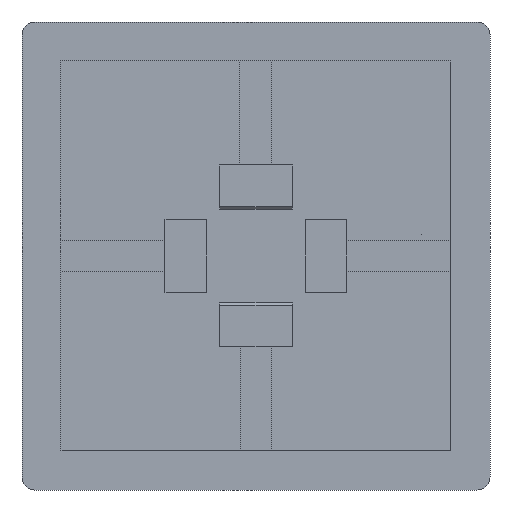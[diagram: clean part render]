
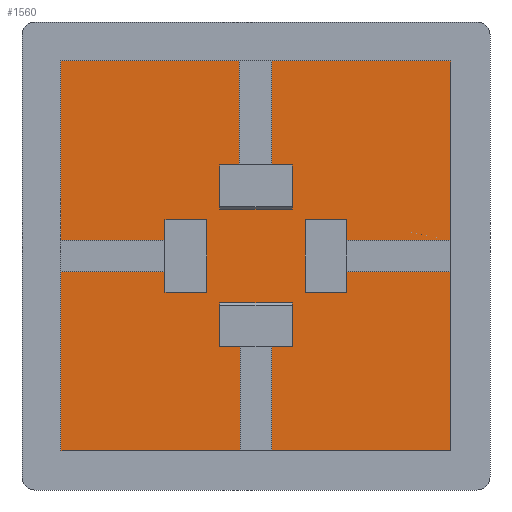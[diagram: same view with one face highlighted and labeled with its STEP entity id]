
A CAD part, front view. The second image highlights one B-rep face of the part: STEP entity #1560.
In plain terms, the highlighted planar face has unit normal (0, -1, 0).
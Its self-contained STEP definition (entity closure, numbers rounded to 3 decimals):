
#82=FACE_OUTER_BOUND('',#165,.T.);
#165=EDGE_LOOP('',(#1228,#1229,#1230,#1231,#1232,#1233,#1234,#1235,#1236,
#1237,#1238,#1239,#1240,#1241,#1242,#1243,#1244,#1245,#1246,#1247,#1248,
#1249,#1250,#1251,#1252,#1253,#1254,#1255,#1256,#1257,#1258,#1259,#1260,
#1261,#1262,#1263));
#293=LINE('',#2343,#502);
#297=LINE('',#2351,#506);
#300=LINE('',#2357,#509);
#304=LINE('',#2364,#513);
#306=LINE('',#2369,#515);
#310=LINE('',#2376,#519);
#311=LINE('',#2379,#520);
#315=LINE('',#2386,#524);
#316=LINE('',#2389,#525);
#317=LINE('',#2391,#526);
#318=LINE('',#2393,#527);
#319=LINE('',#2395,#528);
#320=LINE('',#2397,#529);
#321=LINE('',#2399,#530);
#322=LINE('',#2401,#531);
#323=LINE('',#2402,#532);
#324=LINE('',#2404,#533);
#325=LINE('',#2406,#534);
#326=LINE('',#2408,#535);
#327=LINE('',#2410,#536);
#328=LINE('',#2412,#537);
#329=LINE('',#2414,#538);
#330=LINE('',#2415,#539);
#331=LINE('',#2417,#540);
#332=LINE('',#2419,#541);
#333=LINE('',#2421,#542);
#334=LINE('',#2423,#543);
#335=LINE('',#2425,#544);
#336=LINE('',#2427,#545);
#337=LINE('',#2428,#546);
#338=LINE('',#2430,#547);
#339=LINE('',#2432,#548);
#340=LINE('',#2434,#549);
#341=LINE('',#2436,#550);
#342=LINE('',#2438,#551);
#343=LINE('',#2439,#552);
#502=VECTOR('',#1870,6.9);
#506=VECTOR('',#1874,6.9);
#509=VECTOR('',#1879,6.9);
#513=VECTOR('',#1883,6.9);
#515=VECTOR('',#1887,6.849);
#519=VECTOR('',#1891,6.9);
#520=VECTOR('',#1894,6.9);
#524=VECTOR('',#1898,6.9);
#525=VECTOR('',#1901,4.);
#526=VECTOR('',#1902,4.);
#527=VECTOR('',#1903,0.8);
#528=VECTOR('',#1904,1.6);
#529=VECTOR('',#1905,2.8);
#530=VECTOR('',#1906,1.6);
#531=VECTOR('',#1907,0.8);
#532=VECTOR('',#1908,4.);
#533=VECTOR('',#1909,4.);
#534=VECTOR('',#1910,0.8);
#535=VECTOR('',#1911,1.6);
#536=VECTOR('',#1912,2.8);
#537=VECTOR('',#1913,1.6);
#538=VECTOR('',#1914,0.749);
#539=VECTOR('',#1915,4.);
#540=VECTOR('',#1916,4.);
#541=VECTOR('',#1917,0.8);
#542=VECTOR('',#1918,1.6);
#543=VECTOR('',#1919,2.8);
#544=VECTOR('',#1920,1.6);
#545=VECTOR('',#1921,0.8);
#546=VECTOR('',#1922,4.);
#547=VECTOR('',#1923,4.);
#548=VECTOR('',#1924,0.8);
#549=VECTOR('',#1925,1.6);
#550=VECTOR('',#1926,2.8);
#551=VECTOR('',#1927,1.6);
#552=VECTOR('',#1928,0.8);
#693=VERTEX_POINT('',#2340);
#694=VERTEX_POINT('',#2342);
#697=VERTEX_POINT('',#2348);
#698=VERTEX_POINT('',#2350);
#699=VERTEX_POINT('',#2354);
#700=VERTEX_POINT('',#2356);
#703=VERTEX_POINT('',#2362);
#704=VERTEX_POINT('',#2366);
#705=VERTEX_POINT('',#2368);
#708=VERTEX_POINT('',#2374);
#709=VERTEX_POINT('',#2378);
#712=VERTEX_POINT('',#2384);
#713=VERTEX_POINT('',#2388);
#714=VERTEX_POINT('',#2390);
#715=VERTEX_POINT('',#2392);
#716=VERTEX_POINT('',#2394);
#717=VERTEX_POINT('',#2396);
#718=VERTEX_POINT('',#2398);
#719=VERTEX_POINT('',#2400);
#720=VERTEX_POINT('',#2403);
#721=VERTEX_POINT('',#2405);
#722=VERTEX_POINT('',#2407);
#723=VERTEX_POINT('',#2409);
#724=VERTEX_POINT('',#2411);
#725=VERTEX_POINT('',#2413);
#726=VERTEX_POINT('',#2416);
#727=VERTEX_POINT('',#2418);
#728=VERTEX_POINT('',#2420);
#729=VERTEX_POINT('',#2422);
#730=VERTEX_POINT('',#2424);
#731=VERTEX_POINT('',#2426);
#732=VERTEX_POINT('',#2429);
#733=VERTEX_POINT('',#2431);
#734=VERTEX_POINT('',#2433);
#735=VERTEX_POINT('',#2435);
#736=VERTEX_POINT('',#2437);
#877=EDGE_CURVE('',#694,#693,#293,.T.);
#881=EDGE_CURVE('',#698,#697,#297,.T.);
#884=EDGE_CURVE('',#700,#699,#300,.T.);
#888=EDGE_CURVE('',#693,#703,#304,.T.);
#890=EDGE_CURVE('',#705,#704,#306,.T.);
#894=EDGE_CURVE('',#699,#708,#310,.T.);
#895=EDGE_CURVE('',#709,#698,#311,.T.);
#899=EDGE_CURVE('',#704,#712,#315,.T.);
#900=EDGE_CURVE('',#694,#713,#316,.T.);
#901=EDGE_CURVE('',#703,#714,#317,.T.);
#902=EDGE_CURVE('',#715,#714,#318,.T.);
#903=EDGE_CURVE('',#715,#716,#319,.T.);
#904=EDGE_CURVE('',#717,#716,#320,.T.);
#905=EDGE_CURVE('',#717,#718,#321,.T.);
#906=EDGE_CURVE('',#719,#718,#322,.T.);
#907=EDGE_CURVE('',#700,#719,#323,.T.);
#908=EDGE_CURVE('',#708,#720,#324,.T.);
#909=EDGE_CURVE('',#721,#720,#325,.T.);
#910=EDGE_CURVE('',#721,#722,#326,.T.);
#911=EDGE_CURVE('',#723,#722,#327,.T.);
#912=EDGE_CURVE('',#723,#724,#328,.T.);
#913=EDGE_CURVE('',#725,#724,#329,.T.);
#914=EDGE_CURVE('',#705,#725,#330,.T.);
#915=EDGE_CURVE('',#712,#726,#331,.T.);
#916=EDGE_CURVE('',#727,#726,#332,.T.);
#917=EDGE_CURVE('',#727,#728,#333,.T.);
#918=EDGE_CURVE('',#729,#728,#334,.T.);
#919=EDGE_CURVE('',#729,#730,#335,.T.);
#920=EDGE_CURVE('',#731,#730,#336,.T.);
#921=EDGE_CURVE('',#709,#731,#337,.T.);
#922=EDGE_CURVE('',#697,#732,#338,.T.);
#923=EDGE_CURVE('',#733,#732,#339,.T.);
#924=EDGE_CURVE('',#733,#734,#340,.T.);
#925=EDGE_CURVE('',#735,#734,#341,.T.);
#926=EDGE_CURVE('',#735,#736,#342,.T.);
#927=EDGE_CURVE('',#713,#736,#343,.T.);
#1228=ORIENTED_EDGE('',*,*,#900,.F.);
#1229=ORIENTED_EDGE('',*,*,#877,.T.);
#1230=ORIENTED_EDGE('',*,*,#888,.T.);
#1231=ORIENTED_EDGE('',*,*,#901,.T.);
#1232=ORIENTED_EDGE('',*,*,#902,.F.);
#1233=ORIENTED_EDGE('',*,*,#903,.T.);
#1234=ORIENTED_EDGE('',*,*,#904,.F.);
#1235=ORIENTED_EDGE('',*,*,#905,.T.);
#1236=ORIENTED_EDGE('',*,*,#906,.F.);
#1237=ORIENTED_EDGE('',*,*,#907,.F.);
#1238=ORIENTED_EDGE('',*,*,#884,.T.);
#1239=ORIENTED_EDGE('',*,*,#894,.T.);
#1240=ORIENTED_EDGE('',*,*,#908,.T.);
#1241=ORIENTED_EDGE('',*,*,#909,.F.);
#1242=ORIENTED_EDGE('',*,*,#910,.T.);
#1243=ORIENTED_EDGE('',*,*,#911,.F.);
#1244=ORIENTED_EDGE('',*,*,#912,.T.);
#1245=ORIENTED_EDGE('',*,*,#913,.F.);
#1246=ORIENTED_EDGE('',*,*,#914,.F.);
#1247=ORIENTED_EDGE('',*,*,#890,.T.);
#1248=ORIENTED_EDGE('',*,*,#899,.T.);
#1249=ORIENTED_EDGE('',*,*,#915,.T.);
#1250=ORIENTED_EDGE('',*,*,#916,.F.);
#1251=ORIENTED_EDGE('',*,*,#917,.T.);
#1252=ORIENTED_EDGE('',*,*,#918,.F.);
#1253=ORIENTED_EDGE('',*,*,#919,.T.);
#1254=ORIENTED_EDGE('',*,*,#920,.F.);
#1255=ORIENTED_EDGE('',*,*,#921,.F.);
#1256=ORIENTED_EDGE('',*,*,#895,.T.);
#1257=ORIENTED_EDGE('',*,*,#881,.T.);
#1258=ORIENTED_EDGE('',*,*,#922,.T.);
#1259=ORIENTED_EDGE('',*,*,#923,.F.);
#1260=ORIENTED_EDGE('',*,*,#924,.T.);
#1261=ORIENTED_EDGE('',*,*,#925,.F.);
#1262=ORIENTED_EDGE('',*,*,#926,.T.);
#1263=ORIENTED_EDGE('',*,*,#927,.F.);
#1480=PLANE('',#1658);
#1560=ADVANCED_FACE('',(#82),#1480,.T.);
#1658=AXIS2_PLACEMENT_3D('',#2387,#1899,#1900);
#1870=DIRECTION('',(1.,0.,0.));
#1874=DIRECTION('',(1.,0.,0.));
#1879=DIRECTION('',(0.,0.,1.));
#1883=DIRECTION('',(0.,0.,1.));
#1887=DIRECTION('',(-1.,0.,0.));
#1891=DIRECTION('',(-1.,0.,0.));
#1894=DIRECTION('',(0.,0.,-1.));
#1898=DIRECTION('',(0.,0.,-1.));
#1899=DIRECTION('center_axis',(0.,-1.,0.));
#1900=DIRECTION('ref_axis',(-1.,0.,0.));
#1901=DIRECTION('',(0.,0.,1.));
#1902=DIRECTION('',(-1.,0.,0.));
#1903=DIRECTION('',(0.,0.,1.));
#1904=DIRECTION('',(-1.,0.,0.));
#1905=DIRECTION('',(0.,0.,-1.));
#1906=DIRECTION('',(1.,0.,0.));
#1907=DIRECTION('',(0.,0.,1.));
#1908=DIRECTION('',(-1.,0.,0.));
#1909=DIRECTION('',(0.,0.,-1.));
#1910=DIRECTION('',(-1.,0.,0.));
#1911=DIRECTION('',(0.,0.,-1.));
#1912=DIRECTION('',(1.,0.,0.));
#1913=DIRECTION('',(0.,0.,1.));
#1914=DIRECTION('',(-1.,0.,0.));
#1915=DIRECTION('',(0.,0.,-1.));
#1916=DIRECTION('',(1.,0.,0.));
#1917=DIRECTION('',(0.,0.,-1.));
#1918=DIRECTION('',(1.,0.,0.));
#1919=DIRECTION('',(0.,0.,1.));
#1920=DIRECTION('',(-1.,0.,0.));
#1921=DIRECTION('',(0.,0.,-1.));
#1922=DIRECTION('',(1.,0.,0.));
#1923=DIRECTION('',(0.,0.,1.));
#1924=DIRECTION('',(1.,0.,0.));
#1925=DIRECTION('',(0.,0.,1.));
#1926=DIRECTION('',(-1.,0.,0.));
#1927=DIRECTION('',(0.,0.,-1.));
#1928=DIRECTION('',(1.,0.,0.));
#2340=CARTESIAN_POINT('',(7.5,-2.,-7.5));
#2342=CARTESIAN_POINT('',(0.6,-2.,-7.5));
#2343=CARTESIAN_POINT('',(0.6,-2.,-7.5));
#2348=CARTESIAN_POINT('',(-0.6,-2.,-7.5));
#2350=CARTESIAN_POINT('',(-7.5,-2.,-7.5));
#2351=CARTESIAN_POINT('',(-7.5,-2.,-7.5));
#2354=CARTESIAN_POINT('',(7.5,-2.,7.5));
#2356=CARTESIAN_POINT('',(7.5,-2.,0.6));
#2357=CARTESIAN_POINT('',(7.5,-2.,0.6));
#2362=CARTESIAN_POINT('',(7.5,-2.,-0.6));
#2364=CARTESIAN_POINT('',(7.5,-2.,-7.5));
#2366=CARTESIAN_POINT('',(-7.5,-2.,7.5));
#2368=CARTESIAN_POINT('',(-0.651,-2.,7.5));
#2369=CARTESIAN_POINT('',(-0.651,-2.,7.5));
#2374=CARTESIAN_POINT('',(0.6,-2.,7.5));
#2376=CARTESIAN_POINT('',(7.5,-2.,7.5));
#2378=CARTESIAN_POINT('',(-7.5,-2.,-0.6));
#2379=CARTESIAN_POINT('',(-7.5,-2.,-0.6));
#2384=CARTESIAN_POINT('',(-7.5,-2.,0.6));
#2386=CARTESIAN_POINT('',(-7.5,-2.,7.5));
#2387=CARTESIAN_POINT('Origin',(0.,-2.,0.));
#2388=CARTESIAN_POINT('',(0.6,-2.,-3.5));
#2389=CARTESIAN_POINT('',(0.6,-2.,-7.5));
#2390=CARTESIAN_POINT('',(3.5,-2.,-0.6));
#2391=CARTESIAN_POINT('',(7.5,-2.,-0.6));
#2392=CARTESIAN_POINT('',(3.5,-2.,-1.4));
#2393=CARTESIAN_POINT('',(3.5,-2.,-1.4));
#2394=CARTESIAN_POINT('',(1.9,-2.,-1.4));
#2395=CARTESIAN_POINT('',(3.5,-2.,-1.4));
#2396=CARTESIAN_POINT('',(1.9,-2.,1.4));
#2397=CARTESIAN_POINT('',(1.9,-2.,1.4));
#2398=CARTESIAN_POINT('',(3.5,-2.,1.4));
#2399=CARTESIAN_POINT('',(1.9,-2.,1.4));
#2400=CARTESIAN_POINT('',(3.5,-2.,0.6));
#2401=CARTESIAN_POINT('',(3.5,-2.,0.6));
#2402=CARTESIAN_POINT('',(7.5,-2.,0.6));
#2403=CARTESIAN_POINT('',(0.6,-2.,3.5));
#2404=CARTESIAN_POINT('',(0.6,-2.,7.5));
#2405=CARTESIAN_POINT('',(1.4,-2.,3.5));
#2406=CARTESIAN_POINT('',(1.4,-2.,3.5));
#2407=CARTESIAN_POINT('',(1.4,-2.,1.9));
#2408=CARTESIAN_POINT('',(1.4,-2.,3.5));
#2409=CARTESIAN_POINT('',(-1.4,-2.,1.9));
#2410=CARTESIAN_POINT('',(-1.4,-2.,1.9));
#2411=CARTESIAN_POINT('',(-1.4,-2.,3.5));
#2412=CARTESIAN_POINT('',(-1.4,-2.,1.9));
#2413=CARTESIAN_POINT('',(-0.651,-2.,3.5));
#2414=CARTESIAN_POINT('',(-0.651,-2.,3.5));
#2415=CARTESIAN_POINT('',(-0.651,-2.,7.5));
#2416=CARTESIAN_POINT('',(-3.5,-2.,0.6));
#2417=CARTESIAN_POINT('',(-7.5,-2.,0.6));
#2418=CARTESIAN_POINT('',(-3.5,-2.,1.4));
#2419=CARTESIAN_POINT('',(-3.5,-2.,1.4));
#2420=CARTESIAN_POINT('',(-1.9,-2.,1.4));
#2421=CARTESIAN_POINT('',(-3.5,-2.,1.4));
#2422=CARTESIAN_POINT('',(-1.9,-2.,-1.4));
#2423=CARTESIAN_POINT('',(-1.9,-2.,-1.4));
#2424=CARTESIAN_POINT('',(-3.5,-2.,-1.4));
#2425=CARTESIAN_POINT('',(-1.9,-2.,-1.4));
#2426=CARTESIAN_POINT('',(-3.5,-2.,-0.6));
#2427=CARTESIAN_POINT('',(-3.5,-2.,-0.6));
#2428=CARTESIAN_POINT('',(-7.5,-2.,-0.6));
#2429=CARTESIAN_POINT('',(-0.6,-2.,-3.5));
#2430=CARTESIAN_POINT('',(-0.6,-2.,-7.5));
#2431=CARTESIAN_POINT('',(-1.4,-2.,-3.5));
#2432=CARTESIAN_POINT('',(-1.4,-2.,-3.5));
#2433=CARTESIAN_POINT('',(-1.4,-2.,-1.9));
#2434=CARTESIAN_POINT('',(-1.4,-2.,-3.5));
#2435=CARTESIAN_POINT('',(1.4,-2.,-1.9));
#2436=CARTESIAN_POINT('',(1.4,-2.,-1.9));
#2437=CARTESIAN_POINT('',(1.4,-2.,-3.5));
#2438=CARTESIAN_POINT('',(1.4,-2.,-1.9));
#2439=CARTESIAN_POINT('',(0.6,-2.,-3.5));
